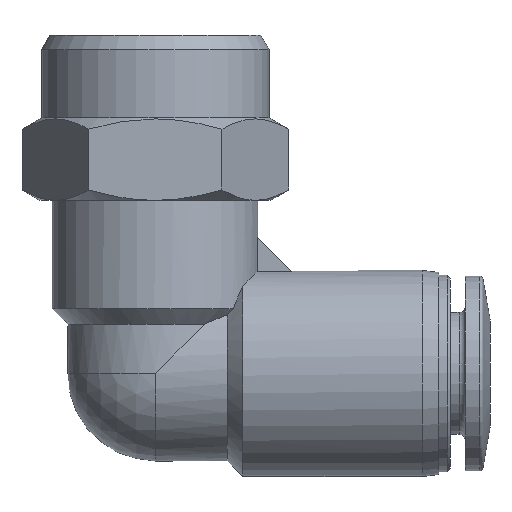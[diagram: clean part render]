
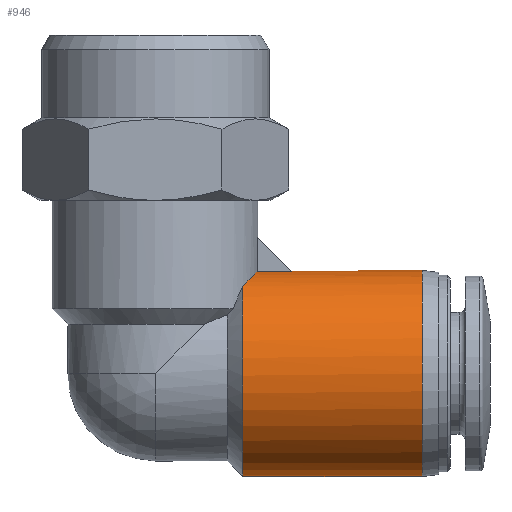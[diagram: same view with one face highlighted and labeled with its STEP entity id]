
A CAD part, front view. The second image highlights one B-rep face of the part: STEP entity #946.
In plain terms, the highlighted cylindrical face has radius 6.25 mm (diameter 12.5 mm), a full revolution.
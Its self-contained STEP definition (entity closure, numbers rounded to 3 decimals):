
#39=LINE('',#1403,#51);
#40=LINE('',#1407,#52);
#51=VECTOR('',#1137,1000.);
#52=VECTOR('',#1140,1000.);
#106=ELLIPSE('',#1015,8.839,6.25);
#107=ELLIPSE('',#1016,8.839,6.25);
#108=ELLIPSE('',#1017,8.839,6.25);
#145=ORIENTED_EDGE('',*,*,#303,.F.);
#146=ORIENTED_EDGE('',*,*,#304,.F.);
#147=ORIENTED_EDGE('',*,*,#305,.T.);
#148=ORIENTED_EDGE('',*,*,#306,.F.);
#149=ORIENTED_EDGE('',*,*,#307,.F.);
#150=ORIENTED_EDGE('',*,*,#308,.F.);
#151=ORIENTED_EDGE('',*,*,#302,.T.);
#302=EDGE_CURVE('',#372,#374,#420,.T.);
#303=EDGE_CURVE('',#375,#375,#421,.T.);
#304=EDGE_CURVE('',#376,#374,#106,.F.);
#305=EDGE_CURVE('',#376,#377,#39,.T.);
#306=EDGE_CURVE('',#378,#377,#107,.T.);
#307=EDGE_CURVE('',#379,#378,#40,.T.);
#308=EDGE_CURVE('',#372,#379,#108,.F.);
#372=VERTEX_POINT('',#1382);
#374=VERTEX_POINT('',#1396);
#375=VERTEX_POINT('',#1400);
#376=VERTEX_POINT('',#1402);
#377=VERTEX_POINT('',#1404);
#378=VERTEX_POINT('',#1406);
#379=VERTEX_POINT('',#1408);
#420=CIRCLE('',#1012,6.25);
#421=CIRCLE('',#1014,6.25);
#457=EDGE_LOOP('',(#145));
#458=EDGE_LOOP('',(#146,#147,#148,#149,#150,#151));
#530=FACE_BOUND('',#457,.T.);
#531=FACE_BOUND('',#458,.T.);
#594=CYLINDRICAL_SURFACE('',#1013,6.25);
#946=ADVANCED_FACE('',(#530,#531),#594,.T.);
#1012=AXIS2_PLACEMENT_3D('',#1397,#1129,#1130);
#1013=AXIS2_PLACEMENT_3D('',#1398,#1131,#1132);
#1014=AXIS2_PLACEMENT_3D('',#1399,#1133,#1134);
#1015=AXIS2_PLACEMENT_3D('',#1401,#1135,#1136);
#1016=AXIS2_PLACEMENT_3D('',#1405,#1138,#1139);
#1017=AXIS2_PLACEMENT_3D('',#1409,#1141,#1142);
#1129=DIRECTION('',(1.,0.,0.));
#1130=DIRECTION('',(0.,0.,-1.));
#1131=DIRECTION('',(1.,0.,0.));
#1132=DIRECTION('',(0.,0.,-1.));
#1133=DIRECTION('',(1.,0.,0.));
#1134=DIRECTION('',(0.,0.,-1.));
#1135=DIRECTION('',(0.707,0.,-0.707));
#1136=DIRECTION('',(0.707,0.,0.707));
#1137=DIRECTION('',(1.,0.,0.));
#1138=DIRECTION('',(-0.707,0.,-0.707));
#1139=DIRECTION('',(0.707,0.,-0.707));
#1140=DIRECTION('',(1.,0.,0.));
#1141=DIRECTION('',(0.707,0.,-0.707));
#1142=DIRECTION('',(0.707,0.,0.707));
#1382=CARTESIAN_POINT('',(5.3,-3.312,5.3));
#1396=CARTESIAN_POINT('',(5.3,3.312,5.3));
#1397=CARTESIAN_POINT('',(5.3,0.,0.));
#1398=CARTESIAN_POINT('',(20.3,0.,0.));
#1399=CARTESIAN_POINT('',(16.2,0.,0.));
#1400=CARTESIAN_POINT('',(16.2,0.,-6.25));
#1401=CARTESIAN_POINT('',(0.,0.,0.));
#1402=CARTESIAN_POINT('',(6.169,1.,6.169));
#1403=CARTESIAN_POINT('',(20.3,1.,6.169));
#1404=CARTESIAN_POINT('',(8.25,1.,6.169));
#1405=CARTESIAN_POINT('',(14.419,0.,0.));
#1406=CARTESIAN_POINT('',(8.25,-1.,6.169));
#1407=CARTESIAN_POINT('',(20.3,-1.,6.169));
#1408=CARTESIAN_POINT('',(6.169,-1.,6.169));
#1409=CARTESIAN_POINT('',(0.,0.,0.));
